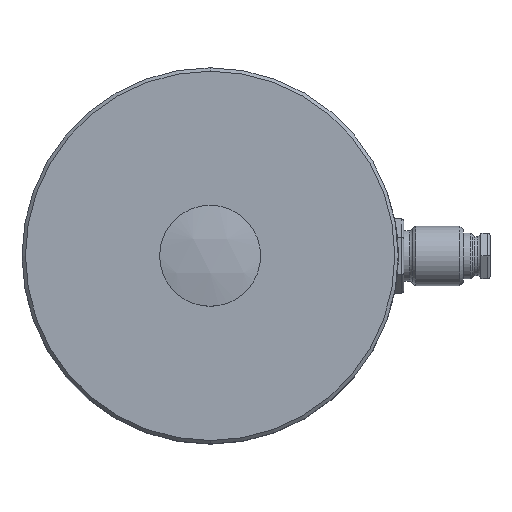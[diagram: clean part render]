
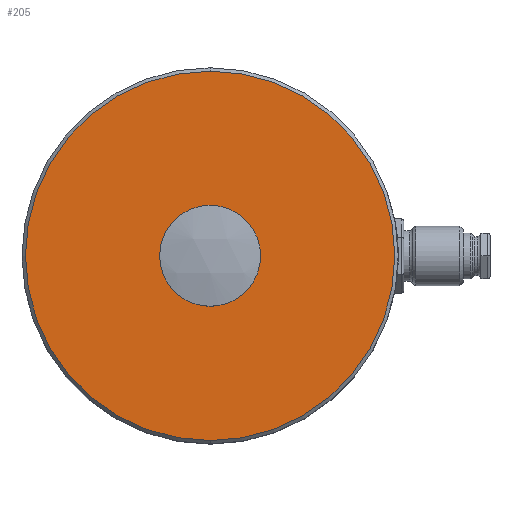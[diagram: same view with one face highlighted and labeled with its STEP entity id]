
A CAD part, top view. The second image highlights one B-rep face of the part: STEP entity #205.
In plain terms, the highlighted face is planar.
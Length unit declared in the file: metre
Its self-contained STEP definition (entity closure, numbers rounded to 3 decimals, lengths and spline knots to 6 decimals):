
#205=ADVANCED_FACE('0:69',(#440,#441),#442,.F.);
#440=FACE_OUTER_BOUND('',#720,.T.);
#441=FACE_BOUND('',#721,.T.);
#442=PLANE('',#722);
#720=EDGE_LOOP('',(#1093,#1094));
#721=EDGE_LOOP('',(#1095,#1096));
#722=AXIS2_PLACEMENT_3D('',#1097,#1098,#1099);
#1093=ORIENTED_EDGE('',*,*,#1640,.T.);
#1094=ORIENTED_EDGE('',*,*,#1664,.T.);
#1095=ORIENTED_EDGE('',*,*,#1616,.F.);
#1096=ORIENTED_EDGE('',*,*,#1612,.F.);
#1097=CARTESIAN_POINT('',(0.0095,0.032,0.0));
#1098=DIRECTION('',(0.0,-1.0,0.0));
#1099=DIRECTION('',(0.0,0.0,-1.0));
#1612=EDGE_CURVE('',#1874,#1876,#1877,.T.);
#1616=EDGE_CURVE('0:81',#1876,#1874,#1881,.T.);
#1640=EDGE_CURVE('0:99',#1922,#1920,#1923,.T.);
#1664=EDGE_CURVE('',#1920,#1922,#1955,.T.);
#1874=VERTEX_POINT('',#2237);
#1876=VERTEX_POINT('NONE',#2239);
#1877=CIRCLE('',#2240,0.0095);
#1881=CIRCLE('',#2244,0.0095);
#1920=VERTEX_POINT('',#2357);
#1922=VERTEX_POINT('',#2360);
#1923=CIRCLE('',#2361,0.04025);
#1955=CIRCLE('',#2398,0.04025);
#2237=CARTESIAN_POINT('',(0.,0.032,-0.0095));
#2239=CARTESIAN_POINT('',(0.0,0.032,0.0095));
#2240=AXIS2_PLACEMENT_3D('',#2754,#2755,#2756);
#2244=AXIS2_PLACEMENT_3D('',#2763,#2764,#2765);
#2357=CARTESIAN_POINT('',(0.,0.032,-0.04025));
#2360=CARTESIAN_POINT('',(0.,0.032,0.04025));
#2361=AXIS2_PLACEMENT_3D('',#2796,#2797,#2798);
#2398=AXIS2_PLACEMENT_3D('',#2837,#2838,#2839);
#2754=CARTESIAN_POINT('',(0.0,0.032,0.0));
#2755=DIRECTION('',(-0.0,1.0,0.0));
#2756=DIRECTION('',(0.0,0.0,1.0));
#2763=CARTESIAN_POINT('',(0.0,0.032,0.0));
#2764=DIRECTION('',(-0.0,1.0,0.0));
#2765=DIRECTION('',(0.0,0.0,1.0));
#2796=CARTESIAN_POINT('',(0.0,0.032,0.0));
#2797=DIRECTION('',(-0.0,1.0,0.0));
#2798=DIRECTION('',(0.0,0.0,1.0));
#2837=CARTESIAN_POINT('',(0.0,0.032,0.0));
#2838=DIRECTION('',(-0.0,1.0,0.0));
#2839=DIRECTION('',(0.0,0.0,1.0));
